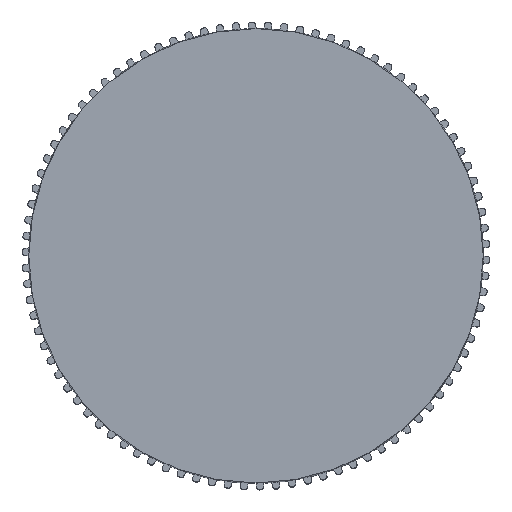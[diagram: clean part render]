
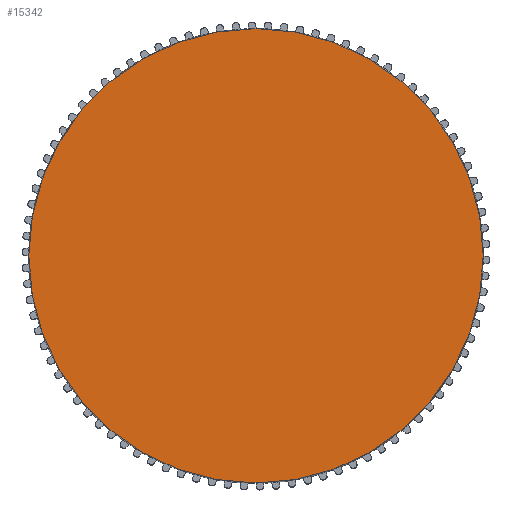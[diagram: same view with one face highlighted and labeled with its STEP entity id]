
A CAD part, top view. The second image highlights one B-rep face of the part: STEP entity #15342.
In plain terms, the highlighted planar face has unit normal (0, 0, 1).
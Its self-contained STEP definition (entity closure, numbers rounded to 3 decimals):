
#216 = EDGE_CURVE ( 'NONE', #16526, #9694, #4749, .T. ) ;
#692 = ORIENTED_EDGE ( 'NONE', *, *, #216, .T. ) ;
#1708 = EDGE_CURVE ( 'NONE', #9694, #16526, #15253, .T. ) ;
#2681 = AXIS2_PLACEMENT_3D ( 'NONE', #12826, #17087, #6373 ) ;
#4453 = FACE_OUTER_BOUND ( 'NONE', #4934, .T. ) ;
#4571 = CARTESIAN_POINT ( 'NONE',  ( 0., 0., 34. ) ) ;
#4749 = CIRCLE ( 'NONE', #7355, 17. ) ;
#4934 = EDGE_LOOP ( 'NONE', ( #692, #13212 ) ) ;
#4974 = DIRECTION ( 'NONE',  ( 0., 0., 1. ) ) ;
#6373 = DIRECTION ( 'NONE',  ( 1., 0., 0. ) ) ;
#6764 = DIRECTION ( 'NONE',  ( 1., 0., 0. ) ) ;
#7355 = AXIS2_PLACEMENT_3D ( 'NONE', #15008, #23113, #12531 ) ;
#9694 = VERTEX_POINT ( 'NONE', #15406 ) ;
#11422 = CARTESIAN_POINT ( 'NONE',  ( -17., 0., 34. ) ) ;
#12531 = DIRECTION ( 'NONE',  ( 1., 0., 0. ) ) ;
#12826 = CARTESIAN_POINT ( 'NONE',  ( 0., 0., 34. ) ) ;
#13212 = ORIENTED_EDGE ( 'NONE', *, *, #1708, .T. ) ;
#14353 = AXIS2_PLACEMENT_3D ( 'NONE', #4571, #4974, #6764 ) ;
#15008 = CARTESIAN_POINT ( 'NONE',  ( 0., 0., 34. ) ) ;
#15253 = CIRCLE ( 'NONE', #14353, 17. ) ;
#15342 = ADVANCED_FACE ( 'NONE', ( #4453 ), #25464, .T. ) ;
#15406 = CARTESIAN_POINT ( 'NONE',  ( 17., 0., 34. ) ) ;
#16526 = VERTEX_POINT ( 'NONE', #11422 ) ;
#17087 = DIRECTION ( 'NONE',  ( 0., 0., 1. ) ) ;
#23113 = DIRECTION ( 'NONE',  ( 0., 0., 1. ) ) ;
#25464 = PLANE ( 'NONE',  #2681 ) ;
